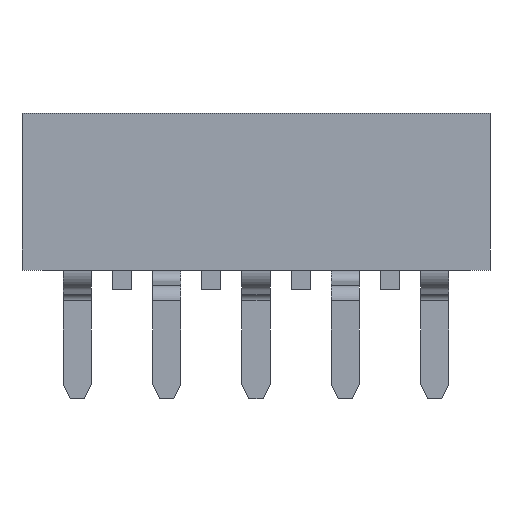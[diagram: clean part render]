
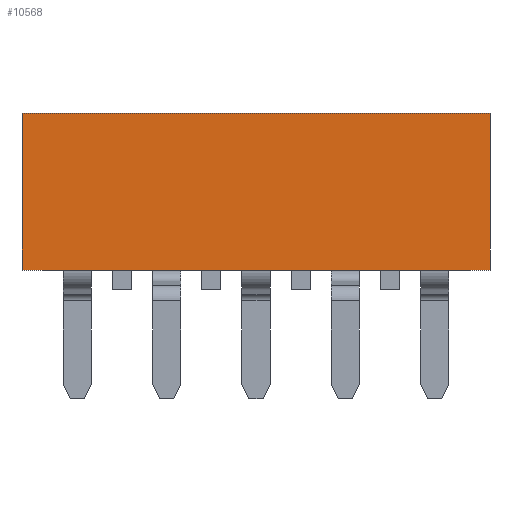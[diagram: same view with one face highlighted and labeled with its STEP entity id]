
A CAD part, front view. The second image highlights one B-rep face of the part: STEP entity #10568.
In plain terms, the highlighted planar face has unit normal (0, -1, 0).
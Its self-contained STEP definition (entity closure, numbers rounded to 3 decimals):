
#892=ORIENTED_EDGE('',*,*,#4130,.F.);
#893=ORIENTED_EDGE('',*,*,#4131,.F.);
#894=ORIENTED_EDGE('',*,*,#4128,.F.);
#895=ORIENTED_EDGE('',*,*,#4132,.F.);
#4128=EDGE_CURVE('',#5743,#5744,#6786,.T.);
#4130=EDGE_CURVE('',#5745,#5746,#6788,.T.);
#4131=EDGE_CURVE('',#5744,#5745,#6789,.T.);
#4132=EDGE_CURVE('',#5746,#5743,#6790,.T.);
#5743=VERTEX_POINT('',#15439);
#5744=VERTEX_POINT('',#15441);
#5745=VERTEX_POINT('',#15445);
#5746=VERTEX_POINT('',#15446);
#6786=LINE('',#15440,#7860);
#6788=LINE('',#15444,#7862);
#6789=LINE('',#15447,#7863);
#6790=LINE('',#15448,#7864);
#7860=VECTOR('',#12328,1000.);
#7862=VECTOR('',#12332,1000.);
#7863=VECTOR('',#12333,1000.);
#7864=VECTOR('',#12334,1000.);
#8887=EDGE_LOOP('',(#892,#893,#894,#895));
#9541=FACE_BOUND('',#8887,.T.);
#10195=PLANE('',#11242);
#10568=ADVANCED_FACE('',(#9541),#10195,.F.);
#11242=AXIS2_PLACEMENT_3D('',#15443,#12330,#12331);
#12328=DIRECTION('',(0.,0.,-1.));
#12330=DIRECTION('',(0.,1.,0.));
#12331=DIRECTION('',(0.,0.,1.));
#12332=DIRECTION('',(0.,0.,1.));
#12333=DIRECTION('',(-1.,0.,0.));
#12334=DIRECTION('',(1.,0.,0.));
#15439=CARTESIAN_POINT('',(6.65,-1.27,2.225));
#15440=CARTESIAN_POINT('',(6.65,-1.27,2.225));
#15441=CARTESIAN_POINT('',(6.65,-1.27,-2.225));
#15443=CARTESIAN_POINT('',(0.,-1.27,0.));
#15444=CARTESIAN_POINT('',(-6.65,-1.27,-2.225));
#15445=CARTESIAN_POINT('',(-6.65,-1.27,-2.225));
#15446=CARTESIAN_POINT('',(-6.65,-1.27,2.225));
#15447=CARTESIAN_POINT('',(6.65,-1.27,-2.225));
#15448=CARTESIAN_POINT('',(-6.65,-1.27,2.225));
